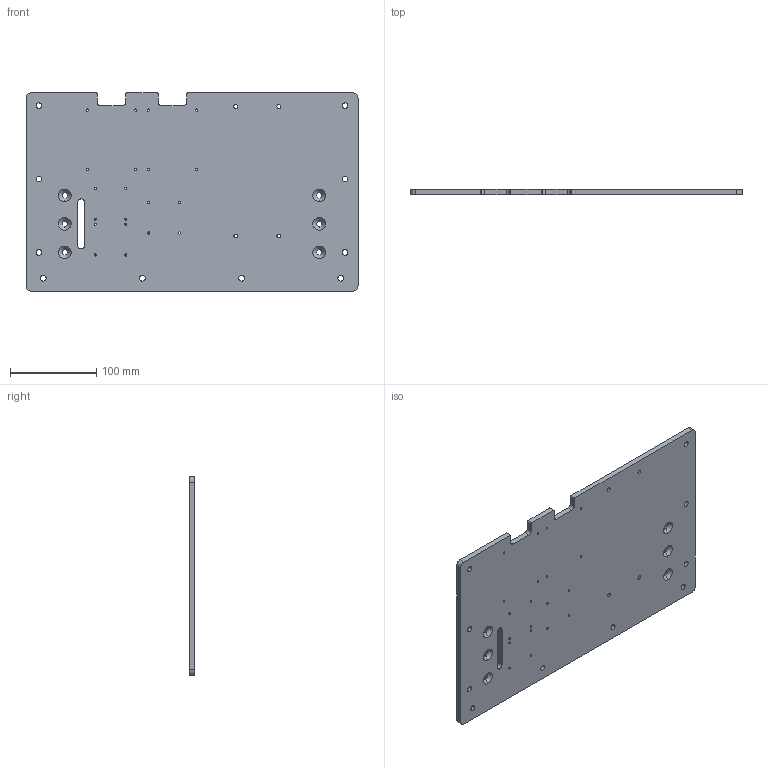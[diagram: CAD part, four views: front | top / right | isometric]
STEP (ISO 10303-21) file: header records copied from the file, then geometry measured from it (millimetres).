
FILE_DESCRIPTION (( 'STEP AP203' ), '1' );
FILE_NAME ('001-102 - Frame Wall.STEP', '2019-06-12T00:27:05', ( '' ), ( '' ), 'SwSTEP 2.0', 'SolidWorks 2015', '' );
FILE_SCHEMA (( 'CONFIG_CONTROL_DESIGN' ));
Length unit declared in the file: millimetre
Products named in the file (1): 001-102 - Frame Wall
Bounding box: 385 x 6.35 x 230 mm (x, y, z)
Volume: 546651.3 mm3; surface area: 184884.1 mm2
Topology: 1 solids, 1 shells, 131 faces, 367 edges, 238 vertices
Faces by surface type: cylinder 95, cone 20, plane 16
Entity records: 4552 total; most frequent: DIRECTION 841, CARTESIAN_POINT 737, ORIENTED_EDGE 734, EDGE_CURVE 367, AXIS2_PLACEMENT_3D 342, VERTEX_POINT 238, EDGE_LOOP 213, CIRCLE 210
